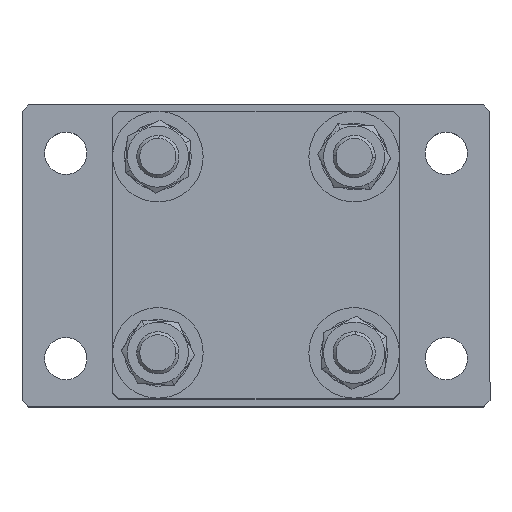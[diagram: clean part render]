
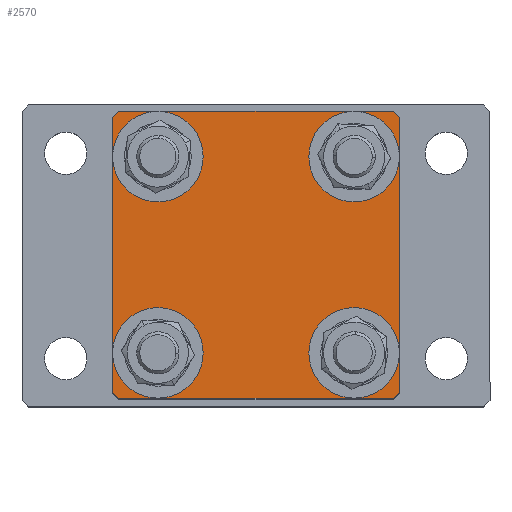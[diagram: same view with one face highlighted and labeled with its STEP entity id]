
A CAD part, top view. The second image highlights one B-rep face of the part: STEP entity #2570.
In plain terms, the highlighted planar face has unit normal (0, 0, 1).
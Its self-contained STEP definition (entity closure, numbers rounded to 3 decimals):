
#73 = CIRCLE ( 'NONE', #7049, 7.5 ) ;
#79 = LINE ( 'NONE', #3052, #81 ) ;
#81 = VECTOR ( 'NONE', #3069, 1000. ) ;
#964 = VERTEX_POINT ( 'NONE', #3956 ) ;
#971 = VERTEX_POINT ( 'NONE', #4107 ) ;
#979 = VERTEX_POINT ( 'NONE', #3984 ) ;
#980 = VERTEX_POINT ( 'NONE', #3980 ) ;
#989 = VERTEX_POINT ( 'NONE', #3997 ) ;
#1068 = VERTEX_POINT ( 'NONE', #3952 ) ;
#1087 = VERTEX_POINT ( 'NONE', #3994 ) ;
#1091 = VERTEX_POINT ( 'NONE', #4002 ) ;
#1104 = VERTEX_POINT ( 'NONE', #4016 ) ;
#1106 = VERTEX_POINT ( 'NONE', #4018 ) ;
#1156 = VERTEX_POINT ( 'NONE', #4089 ) ;
#1163 = VERTEX_POINT ( 'NONE', #4100 ) ;
#1171 = VERTEX_POINT ( 'NONE', #4114 ) ;
#1183 = VERTEX_POINT ( 'NONE', #4129 ) ;
#1314 = VERTEX_POINT ( 'NONE', #5839 ) ;
#1362 = VERTEX_POINT ( 'NONE', #5809 ) ;
#1606 = DIRECTION ( 'NONE',  ( 0., 0., 1. ) ) ;
#1607 = CARTESIAN_POINT ( 'NONE',  ( 32.5, -32.5, 30. ) ) ;
#1622 = CARTESIAN_POINT ( 'NONE',  ( -47.5, -47.5, 30. ) ) ;
#1634 = DIRECTION ( 'NONE',  ( 0., -1., 0. ) ) ;
#1647 = DIRECTION ( 'NONE',  ( 1., 0., 0. ) ) ;
#1656 = DIRECTION ( 'NONE',  ( 0., 0., 1. ) ) ;
#1657 = CARTESIAN_POINT ( 'NONE',  ( -47.5, -47.5, 30. ) ) ;
#1673 = DIRECTION ( 'NONE',  ( 1., 0., 0. ) ) ;
#1682 = CARTESIAN_POINT ( 'NONE',  ( -32.5, 32.5, 30. ) ) ;
#1695 = DIRECTION ( 'NONE',  ( 1., 0., 0. ) ) ;
#1820 = AXIS2_PLACEMENT_3D ( 'NONE', #1607, #1606, #1673 ) ;
#1835 = AXIS2_PLACEMENT_3D ( 'NONE', #5778, #5777, #5775 ) ;
#1836 = AXIS2_PLACEMENT_3D ( 'NONE', #5784, #5783, #5781 ) ;
#1840 = AXIS2_PLACEMENT_3D ( 'NONE', #5820, #5819, #5818 ) ;
#1848 = AXIS2_PLACEMENT_3D ( 'NONE', #5881, #5879, #5878 ) ;
#1851 = EDGE_CURVE ( 'NONE', #1104, #1087, #6422, .T. ) ;
#1857 = EDGE_CURVE ( 'NONE', #1068, #1163, #6417, .T. ) ;
#1858 = EDGE_CURVE ( 'NONE', #1183, #979, #6416, .T. ) ;
#1859 = EDGE_CURVE ( 'NONE', #989, #980, #6413, .T. ) ;
#1863 = EDGE_CURVE ( 'NONE', #971, #1314, #6408, .T. ) ;
#1867 = EDGE_CURVE ( 'NONE', #1091, #964, #6404, .T. ) ;
#1868 = EDGE_CURVE ( 'NONE', #1156, #1362, #6402, .T. ) ;
#1869 = EDGE_CURVE ( 'NONE', #1106, #1171, #6403, .T. ) ;
#1888 = EDGE_CURVE ( 'NONE', #1163, #1091, #6374, .T. ) ;
#1899 = EDGE_CURVE ( 'NONE', #1087, #1104, #7926, .T. ) ;
#1905 = EDGE_CURVE ( 'NONE', #1171, #1106, #7916, .T. ) ;
#1906 = EDGE_CURVE ( 'NONE', #964, #989, #7914, .T. ) ;
#2570 = ADVANCED_FACE ( 'NONE', ( #5726, #2611, #5722, #5724, #2608 ), #4915, .F. ) ;
#2608 = FACE_OUTER_BOUND ( 'NONE', #5644, .T. ) ;
#2611 = FACE_BOUND ( 'NONE', #5610, .T. ) ;
#2660 = DIRECTION ( 'NONE',  ( 1., 0., 0. ) ) ;
#2701 = DIRECTION ( 'NONE',  ( 0., 0., 1. ) ) ;
#2714 = DIRECTION ( 'NONE',  ( 0., 0., 1. ) ) ;
#2817 = DIRECTION ( 'NONE',  ( -1., 0., 0. ) ) ;
#2820 = CARTESIAN_POINT ( 'NONE',  ( -47.5, 47.5, 30. ) ) ;
#2856 = CARTESIAN_POINT ( 'NONE',  ( 32.5, 32.5, 30. ) ) ;
#2869 = DIRECTION ( 'NONE',  ( 1., 0., 0. ) ) ;
#3052 = CARTESIAN_POINT ( 'NONE',  ( 47.5, -47.5, 30. ) ) ;
#3056 = CARTESIAN_POINT ( 'NONE',  ( -32.5, -32.5, 30. ) ) ;
#3069 = DIRECTION ( 'NONE',  ( 0., 1., 0. ) ) ;
#3280 = EDGE_LOOP ( 'NONE', ( #5976, #6188 ) ) ;
#3952 = CARTESIAN_POINT ( 'NONE',  ( -45.5, 47.5, 30. ) ) ;
#3956 = CARTESIAN_POINT ( 'NONE',  ( -45.5, -47.5, 30. ) ) ;
#3980 = CARTESIAN_POINT ( 'NONE',  ( 47.5, -45.5, 30. ) ) ;
#3984 = CARTESIAN_POINT ( 'NONE',  ( 45.5, 47.5, 30. ) ) ;
#3994 = CARTESIAN_POINT ( 'NONE',  ( 25., -32.5, 30. ) ) ;
#3997 = CARTESIAN_POINT ( 'NONE',  ( 45.5, -47.5, 30. ) ) ;
#4002 = CARTESIAN_POINT ( 'NONE',  ( -47.5, -45.5, 30. ) ) ;
#4016 = CARTESIAN_POINT ( 'NONE',  ( 40., -32.5, 30. ) ) ;
#4018 = CARTESIAN_POINT ( 'NONE',  ( -25., 32.5, 30. ) ) ;
#4089 = CARTESIAN_POINT ( 'NONE',  ( -25., -32.5, 30. ) ) ;
#4100 = CARTESIAN_POINT ( 'NONE',  ( -47.5, 45.5, 30. ) ) ;
#4107 = CARTESIAN_POINT ( 'NONE',  ( 40., 32.5, 30. ) ) ;
#4114 = CARTESIAN_POINT ( 'NONE',  ( -40., 32.5, 30. ) ) ;
#4129 = CARTESIAN_POINT ( 'NONE',  ( 47.5, 45.5, 30. ) ) ;
#4915 = PLANE ( 'NONE',  #6980 ) ;
#4971 = CARTESIAN_POINT ( 'NONE',  ( 0., 0., 30. ) ) ;
#4999 = DIRECTION ( 'NONE',  ( -1., 0., 0. ) ) ;
#5199 = DIRECTION ( 'NONE',  ( 0., 0., -1. ) ) ;
#5296 = CIRCLE ( 'NONE', #7023, 7.5 ) ;
#5460 = EDGE_CURVE ( 'NONE', #979, #1068, #7814, .T. ) ;
#5478 = EDGE_CURVE ( 'NONE', #1314, #971, #5296, .T. ) ;
#5536 = EDGE_CURVE ( 'NONE', #1362, #1156, #73, .T. ) ;
#5537 = EDGE_CURVE ( 'NONE', #980, #1183, #79, .T. ) ;
#5610 = EDGE_LOOP ( 'NONE', ( #6190, #6191 ) ) ;
#5632 = EDGE_LOOP ( 'NONE', ( #6193, #6194 ) ) ;
#5640 = EDGE_LOOP ( 'NONE', ( #6196, #6199 ) ) ;
#5644 = EDGE_LOOP ( 'NONE', ( #6200, #6201, #6202, #6214, #6227, #6229, #6230, #6231 ) ) ;
#5722 = FACE_BOUND ( 'NONE', #5632, .T. ) ;
#5724 = FACE_BOUND ( 'NONE', #5640, .T. ) ;
#5726 = FACE_BOUND ( 'NONE', #3280, .T. ) ;
#5775 = DIRECTION ( 'NONE',  ( 1., 0., 0. ) ) ;
#5777 = DIRECTION ( 'NONE',  ( 0., 0., 1. ) ) ;
#5778 = CARTESIAN_POINT ( 'NONE',  ( -32.5, 32.5, 30. ) ) ;
#5781 = DIRECTION ( 'NONE',  ( 1., 0., 0. ) ) ;
#5783 = DIRECTION ( 'NONE',  ( 0., 0., 1. ) ) ;
#5784 = CARTESIAN_POINT ( 'NONE',  ( -32.5, -32.5, 30. ) ) ;
#5796 = CARTESIAN_POINT ( 'NONE',  ( -45.5, -47.5, 30. ) ) ;
#5809 = CARTESIAN_POINT ( 'NONE',  ( -40., -32.5, 30. ) ) ;
#5818 = DIRECTION ( 'NONE',  ( 1., 0., 0. ) ) ;
#5819 = DIRECTION ( 'NONE',  ( 0., 0., 1. ) ) ;
#5820 = CARTESIAN_POINT ( 'NONE',  ( 32.5, 32.5, 30. ) ) ;
#5824 = DIRECTION ( 'NONE',  ( 0.707, -0.707, 0. ) ) ;
#5839 = CARTESIAN_POINT ( 'NONE',  ( 25., 32.5, 30. ) ) ;
#5848 = DIRECTION ( 'NONE',  ( 0.707, 0.707, 0. ) ) ;
#5849 = CARTESIAN_POINT ( 'NONE',  ( 47.5, -45.5, 30. ) ) ;
#5850 = DIRECTION ( 'NONE',  ( -0.707, 0.707, 0. ) ) ;
#5856 = CARTESIAN_POINT ( 'NONE',  ( -47.5, 45.5, 30. ) ) ;
#5858 = CARTESIAN_POINT ( 'NONE',  ( 45.5, 47.5, 30. ) ) ;
#5866 = DIRECTION ( 'NONE',  ( -0.707, -0.707, 0. ) ) ;
#5878 = DIRECTION ( 'NONE',  ( 1., 0., 0. ) ) ;
#5879 = DIRECTION ( 'NONE',  ( 0., 0., 1. ) ) ;
#5881 = CARTESIAN_POINT ( 'NONE',  ( 32.5, -32.5, 30. ) ) ;
#5976 = ORIENTED_EDGE ( 'NONE', *, *, #1863, .F. ) ;
#6188 = ORIENTED_EDGE ( 'NONE', *, *, #5478, .F. ) ;
#6190 = ORIENTED_EDGE ( 'NONE', *, *, #1869, .F. ) ;
#6191 = ORIENTED_EDGE ( 'NONE', *, *, #1905, .F. ) ;
#6193 = ORIENTED_EDGE ( 'NONE', *, *, #1868, .F. ) ;
#6194 = ORIENTED_EDGE ( 'NONE', *, *, #5536, .F. ) ;
#6196 = ORIENTED_EDGE ( 'NONE', *, *, #1851, .F. ) ;
#6199 = ORIENTED_EDGE ( 'NONE', *, *, #1899, .F. ) ;
#6200 = ORIENTED_EDGE ( 'NONE', *, *, #1906, .T. ) ;
#6201 = ORIENTED_EDGE ( 'NONE', *, *, #1859, .T. ) ;
#6202 = ORIENTED_EDGE ( 'NONE', *, *, #5537, .T. ) ;
#6214 = ORIENTED_EDGE ( 'NONE', *, *, #1858, .T. ) ;
#6227 = ORIENTED_EDGE ( 'NONE', *, *, #5460, .T. ) ;
#6229 = ORIENTED_EDGE ( 'NONE', *, *, #1857, .T. ) ;
#6230 = ORIENTED_EDGE ( 'NONE', *, *, #1888, .T. ) ;
#6231 = ORIENTED_EDGE ( 'NONE', *, *, #1867, .T. ) ;
#6370 = VECTOR ( 'NONE', #1634, 1000. ) ;
#6374 = LINE ( 'NONE', #1622, #6370 ) ;
#6401 = VECTOR ( 'NONE', #5824, 1000. ) ;
#6402 = CIRCLE ( 'NONE', #1836, 7.5 ) ;
#6403 = CIRCLE ( 'NONE', #1835, 7.5 ) ;
#6404 = LINE ( 'NONE', #5796, #6401 ) ;
#6408 = CIRCLE ( 'NONE', #1840, 7.5 ) ;
#6410 = VECTOR ( 'NONE', #5848, 1000. ) ;
#6412 = VECTOR ( 'NONE', #5850, 1000. ) ;
#6413 = LINE ( 'NONE', #5849, #6410 ) ;
#6414 = VECTOR ( 'NONE', #5866, 1000. ) ;
#6416 = LINE ( 'NONE', #5858, #6412 ) ;
#6417 = LINE ( 'NONE', #5856, #6414 ) ;
#6422 = CIRCLE ( 'NONE', #1848, 7.5 ) ;
#6980 = AXIS2_PLACEMENT_3D ( 'NONE', #4971, #5199, #4999 ) ;
#7023 = AXIS2_PLACEMENT_3D ( 'NONE', #2856, #2714, #2869 ) ;
#7049 = AXIS2_PLACEMENT_3D ( 'NONE', #3056, #2701, #2660 ) ;
#7814 = LINE ( 'NONE', #2820, #7815 ) ;
#7815 = VECTOR ( 'NONE', #2817, 1000. ) ;
#7912 = VECTOR ( 'NONE', #1695, 1000. ) ;
#7914 = LINE ( 'NONE', #1657, #7912 ) ;
#7916 = CIRCLE ( 'NONE', #7987, 7.5 ) ;
#7926 = CIRCLE ( 'NONE', #1820, 7.5 ) ;
#7987 = AXIS2_PLACEMENT_3D ( 'NONE', #1682, #1656, #1647 ) ;
